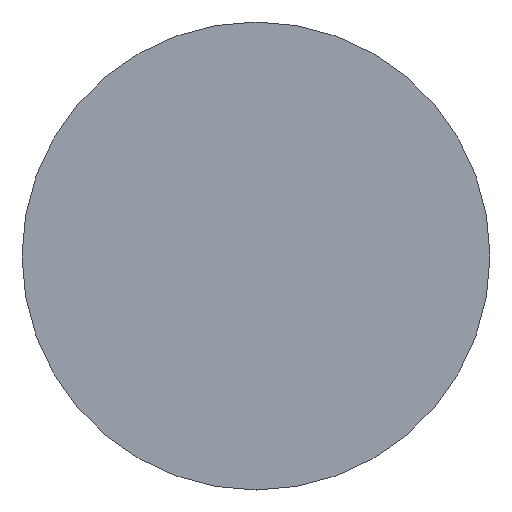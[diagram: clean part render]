
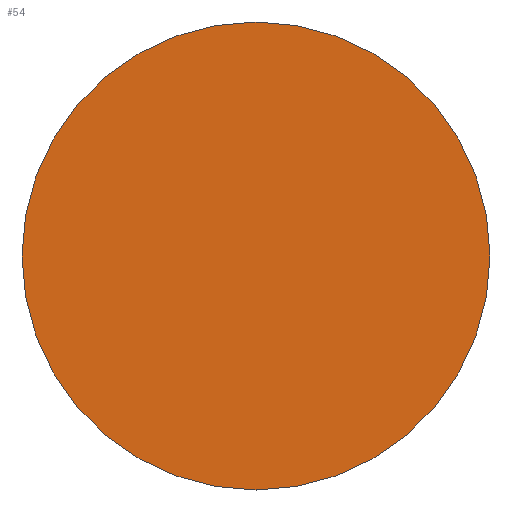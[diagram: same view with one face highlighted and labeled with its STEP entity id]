
A CAD part, left-side view. The second image highlights one B-rep face of the part: STEP entity #54.
In plain terms, the highlighted planar face has unit normal (-1, 0, 0).
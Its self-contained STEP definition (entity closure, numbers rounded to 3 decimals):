
#2 = AXIS2_PLACEMENT_3D ( 'NONE', #134, #108, #67 ) ;
#7 = DIRECTION ( 'NONE',  ( 0., 0., -1. ) ) ;
#15 = ORIENTED_EDGE ( 'NONE', *, *, #143, .T. ) ;
#20 = DIRECTION ( 'NONE',  ( 1., 0., 0. ) ) ;
#30 = AXIS2_PLACEMENT_3D ( 'NONE', #63, #156, #77 ) ;
#36 = FACE_OUTER_BOUND ( 'NONE', #90, .T. ) ;
#44 = CIRCLE ( 'NONE', #30, 2.001 ) ;
#53 = EDGE_CURVE ( 'NONE', #110, #71, #44, .T. ) ;
#54 = ADVANCED_FACE ( 'NONE', ( #36 ), #92, .F. ) ;
#63 = CARTESIAN_POINT ( 'NONE',  ( 385.715, -62.776, 0. ) ) ;
#67 = DIRECTION ( 'NONE',  ( 0., 0., 1. ) ) ;
#71 = VERTEX_POINT ( 'NONE', #93 ) ;
#77 = DIRECTION ( 'NONE',  ( 0., 0., 1. ) ) ;
#81 = CARTESIAN_POINT ( 'NONE',  ( 385.715, -62.776, -2.001 ) ) ;
#90 = EDGE_LOOP ( 'NONE', ( #15, #137 ) ) ;
#92 = PLANE ( 'NONE',  #157 ) ;
#93 = CARTESIAN_POINT ( 'NONE',  ( 385.715, -62.776, 2.001 ) ) ;
#98 = CIRCLE ( 'NONE', #2, 2.001 ) ;
#108 = DIRECTION ( 'NONE',  ( -1., 0., 0. ) ) ;
#110 = VERTEX_POINT ( 'NONE', #81 ) ;
#134 = CARTESIAN_POINT ( 'NONE',  ( 385.715, -62.776, 0. ) ) ;
#137 = ORIENTED_EDGE ( 'NONE', *, *, #53, .T. ) ;
#143 = EDGE_CURVE ( 'NONE', #71, #110, #98, .T. ) ;
#154 = CARTESIAN_POINT ( 'NONE',  ( 385.715, -62.776, 0. ) ) ;
#156 = DIRECTION ( 'NONE',  ( -1., 0., 0. ) ) ;
#157 = AXIS2_PLACEMENT_3D ( 'NONE', #154, #20, #7 ) ;
